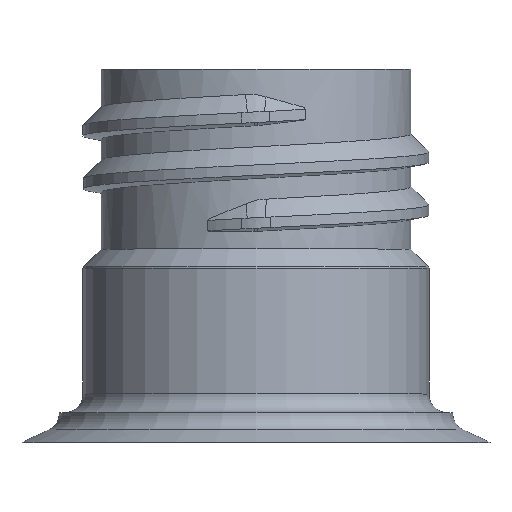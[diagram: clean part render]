
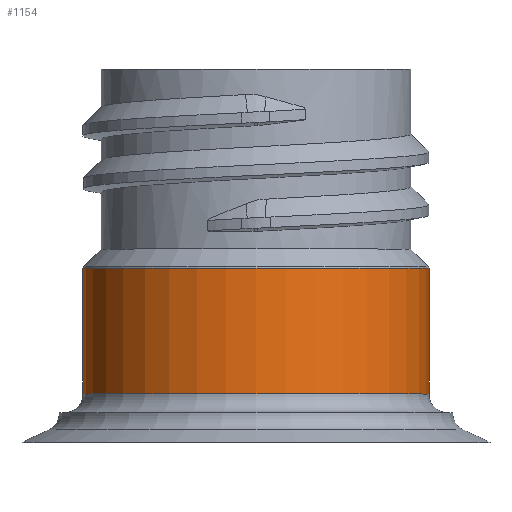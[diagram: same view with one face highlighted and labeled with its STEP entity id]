
A CAD part, top view. The second image highlights one B-rep face of the part: STEP entity #1154.
In plain terms, the highlighted cylindrical face has radius 13.85 mm (diameter 27.7 mm), a partial arc.
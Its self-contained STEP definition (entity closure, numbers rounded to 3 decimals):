
#57 = VERTEX_POINT ( 'NONE', #1288 ) ;
#116 = ORIENTED_EDGE ( 'NONE', *, *, #1881, .F. ) ;
#164 = CIRCLE ( 'NONE', #2029, 13.85 ) ;
#335 = AXIS2_PLACEMENT_3D ( 'NONE', #1403, #1541, #1370 ) ;
#367 = CARTESIAN_POINT ( 'NONE',  ( -13.85, 216., 0. ) ) ;
#399 = VERTEX_POINT ( 'NONE', #1569 ) ;
#421 = DIRECTION ( 'NONE',  ( 0., 1., 0. ) ) ;
#497 = EDGE_LOOP ( 'NONE', ( #1661, #787, #1986, #116 ) ) ;
#561 = LINE ( 'NONE', #668, #1328 ) ;
#578 = CYLINDRICAL_SURFACE ( 'NONE', #1891, 13.85 ) ;
#584 = VECTOR ( 'NONE', #421, 1000. ) ;
#668 = CARTESIAN_POINT ( 'NONE',  ( -13.85, 0., 0. ) ) ;
#678 = DIRECTION ( 'NONE',  ( 0., 1., 0. ) ) ;
#739 = DIRECTION ( 'NONE',  ( 0., 1., 0. ) ) ;
#767 = EDGE_CURVE ( 'NONE', #399, #857, #1188, .T. ) ;
#787 = ORIENTED_EDGE ( 'NONE', *, *, #767, .T. ) ;
#857 = VERTEX_POINT ( 'NONE', #1486 ) ;
#988 = EDGE_CURVE ( 'NONE', #857, #57, #164, .T. ) ;
#1070 = DIRECTION ( 'NONE',  ( -1., 0., 0. ) ) ;
#1154 = ADVANCED_FACE ( 'NONE', ( #1558 ), #578, .T. ) ;
#1188 = LINE ( 'NONE', #1352, #584 ) ;
#1288 = CARTESIAN_POINT ( 'NONE',  ( -13.85, 226.067, 0. ) ) ;
#1328 = VECTOR ( 'NONE', #678, 1000. ) ;
#1330 = CARTESIAN_POINT ( 'NONE',  ( 0., 226.067, 0. ) ) ;
#1352 = CARTESIAN_POINT ( 'NONE',  ( 13.85, 0., 0. ) ) ;
#1370 = DIRECTION ( 'NONE',  ( -1., 0., 0. ) ) ;
#1397 = CIRCLE ( 'NONE', #335, 13.85 ) ;
#1403 = CARTESIAN_POINT ( 'NONE',  ( 0., 216., 0. ) ) ;
#1486 = CARTESIAN_POINT ( 'NONE',  ( 13.85, 226.067, 0. ) ) ;
#1541 = DIRECTION ( 'NONE',  ( 0., 1., 0. ) ) ;
#1546 = VERTEX_POINT ( 'NONE', #367 ) ;
#1558 = FACE_OUTER_BOUND ( 'NONE', #497, .T. ) ;
#1569 = CARTESIAN_POINT ( 'NONE',  ( 13.85, 216., 0. ) ) ;
#1661 = ORIENTED_EDGE ( 'NONE', *, *, #1995, .T. ) ;
#1844 = DIRECTION ( 'NONE',  ( 1., 0., 0. ) ) ;
#1881 = EDGE_CURVE ( 'NONE', #1546, #57, #561, .T. ) ;
#1891 = AXIS2_PLACEMENT_3D ( 'NONE', #2040, #739, #1070 ) ;
#1972 = DIRECTION ( 'NONE',  ( 0., -1., 0. ) ) ;
#1986 = ORIENTED_EDGE ( 'NONE', *, *, #988, .T. ) ;
#1995 = EDGE_CURVE ( 'NONE', #1546, #399, #1397, .T. ) ;
#2029 = AXIS2_PLACEMENT_3D ( 'NONE', #1330, #1972, #1844 ) ;
#2040 = CARTESIAN_POINT ( 'NONE',  ( 0., 0., 0. ) ) ;
